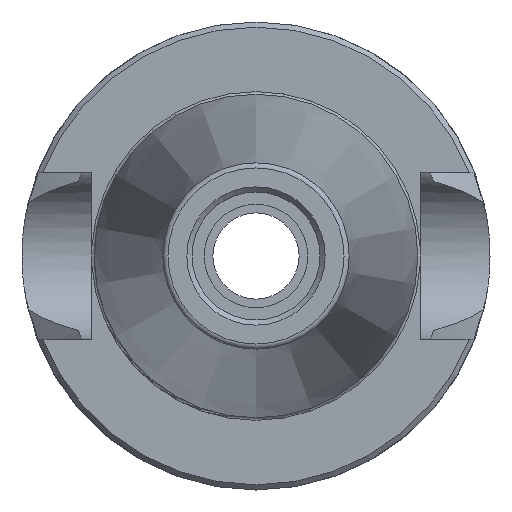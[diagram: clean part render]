
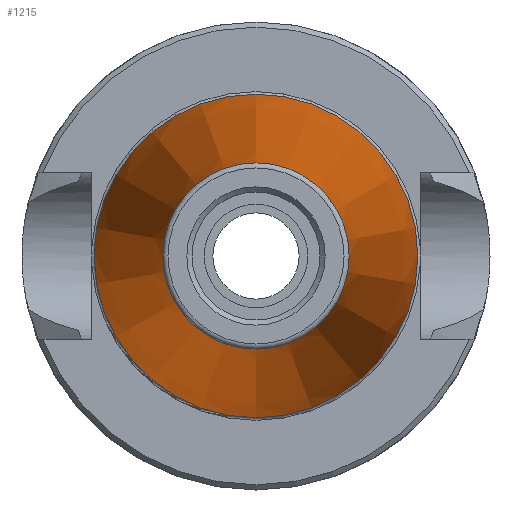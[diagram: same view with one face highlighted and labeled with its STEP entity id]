
A CAD part, left-side view. The second image highlights one B-rep face of the part: STEP entity #1215.
In plain terms, the highlighted conical face has half-angle 7.973 degrees and reference radius 15.875 mm.
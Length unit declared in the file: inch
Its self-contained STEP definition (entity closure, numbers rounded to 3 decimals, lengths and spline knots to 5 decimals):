
#202=FACE_OUTER_BOUND('',#295,.T.);
#295=EDGE_LOOP('',(#1045,#1046,#1047,#1048,#1049));
#369=LINE('',#2215,#430);
#430=VECTOR('',#1735,0.625);
#494=CIRCLE('',#1363,0.35991);
#501=CIRCLE('',#1376,0.625);
#502=CIRCLE('',#1377,0.625);
#621=VERTEX_POINT('',#2190);
#627=VERTEX_POINT('',#2212);
#628=VERTEX_POINT('',#2213);
#765=EDGE_CURVE('',#621,#621,#494,.T.);
#775=EDGE_CURVE('',#627,#628,#501,.T.);
#776=EDGE_CURVE('',#628,#621,#369,.T.);
#777=EDGE_CURVE('',#628,#627,#502,.T.);
#1045=ORIENTED_EDGE('',*,*,#775,.T.);
#1046=ORIENTED_EDGE('',*,*,#776,.T.);
#1047=ORIENTED_EDGE('',*,*,#765,.T.);
#1048=ORIENTED_EDGE('',*,*,#776,.F.);
#1049=ORIENTED_EDGE('',*,*,#777,.T.);
#1150=CONICAL_SURFACE('',#1375,0.625,0.139);
#1215=ADVANCED_FACE('',(#202),#1150,.T.);
#1363=AXIS2_PLACEMENT_3D('',#2191,#1704,#1705);
#1375=AXIS2_PLACEMENT_3D('',#2211,#1731,#1732);
#1376=AXIS2_PLACEMENT_3D('',#2214,#1733,#1734);
#1377=AXIS2_PLACEMENT_3D('',#2216,#1736,#1737);
#1704=DIRECTION('center_axis',(1.,0.,0.));
#1705=DIRECTION('ref_axis',(0.,0.,1.));
#1731=DIRECTION('center_axis',(1.,0.,0.));
#1732=DIRECTION('ref_axis',(0.,0.,-1.));
#1733=DIRECTION('center_axis',(-1.,0.,0.));
#1734=DIRECTION('ref_axis',(0.,0.,1.));
#1735=DIRECTION('',(-0.99,0.,-0.139));
#1736=DIRECTION('center_axis',(-1.,0.,0.));
#1737=DIRECTION('ref_axis',(0.,0.,1.));
#2190=CARTESIAN_POINT('',(-1.89277,0.,0.35991));
#2191=CARTESIAN_POINT('Origin',(-1.89277,0.,0.));
#2211=CARTESIAN_POINT('Origin',(0.,0.,0.));
#2212=CARTESIAN_POINT('',(0.,0.,-0.625));
#2213=CARTESIAN_POINT('',(0.,0.,0.625));
#2214=CARTESIAN_POINT('Origin',(0.,0.,0.));
#2215=CARTESIAN_POINT('',(0.,0.,0.625));
#2216=CARTESIAN_POINT('Origin',(0.,0.,0.));
